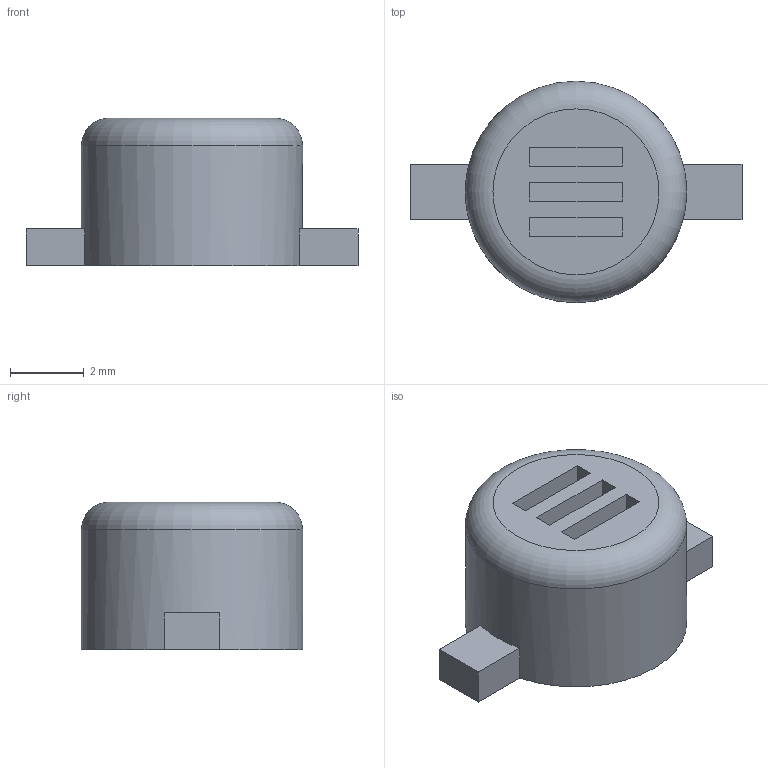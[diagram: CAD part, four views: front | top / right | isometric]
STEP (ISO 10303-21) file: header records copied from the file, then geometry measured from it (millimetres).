
FILE_DESCRIPTION(/* description */ (''),/* implementation_level */ '2;1');
FILE_NAME(/* name */ 'Function Button Select v6.step',/* time_stamp */ '2023-06-25T16:06:37-07:00',/* author */ (''),/* organization */ (''),/* preprocessor_version */ 'ST-DEVELOPER v19.2',/* originating_system */ 'Autodesk Translation Framework v12.6.0.85',/* authorisation */ '');
FILE_SCHEMA (('AUTOMOTIVE_DESIGN { 1 0 10303 214 3 1 1 }'));
Length unit declared in the file: millimetre
Products named in the file (1): Function Button Select
Bounding box: 9 x 6 x 4 mm (x, y, z)
Volume: 101.1 mm3; surface area: 163.9 mm2
Topology: 1 solids, 1 shells, 29 faces, 68 edges, 45 vertices
Faces by surface type: plane 26, cylinder 2, torus 1
Full cylindrical faces by diameter (mm): 3.65 x1, 6 x1
Entity records: 886 total; most frequent: CARTESIAN_POINT 143, DIRECTION 138, ORIENTED_EDGE 136, EDGE_CURVE 68, LINE 58, VECTOR 58, VERTEX_POINT 45, AXIS2_PLACEMENT_3D 40
